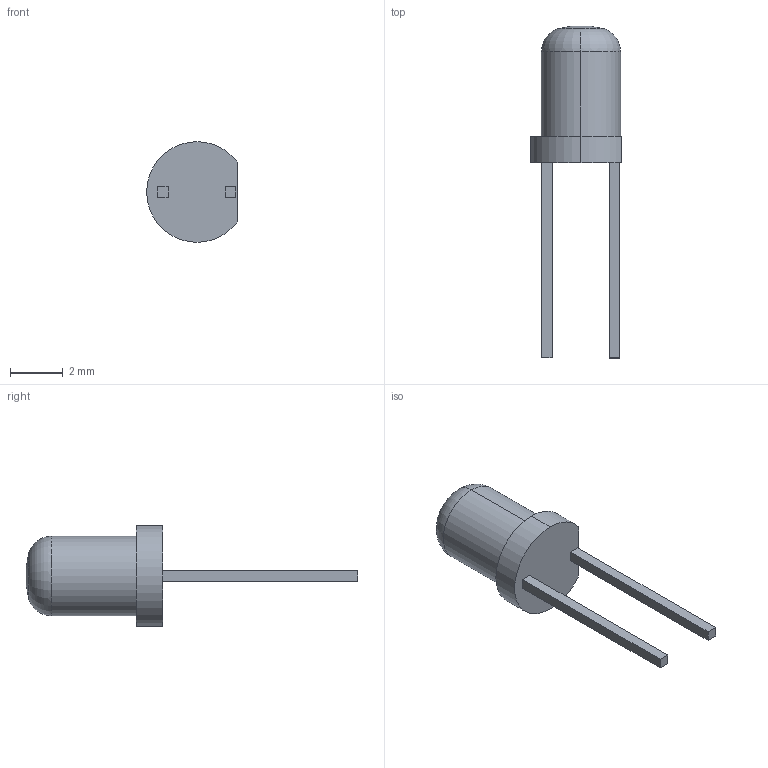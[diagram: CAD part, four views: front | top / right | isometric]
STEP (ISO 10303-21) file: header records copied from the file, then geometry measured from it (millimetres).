
FILE_DESCRIPTION (( 'STEP AP214' ), '1' );
FILE_NAME ('everlight-3MM-LED-CLEAR.STEP', '2019-07-18T09:08:32', ( '' ), ( '' ), 'SwSTEP 2.0', 'SolidWorks 2019', '' );
FILE_SCHEMA (( 'AUTOMOTIVE_DESIGN' ));
Length unit declared in the file: millimetre
Products named in the file (1): everlight-3MM-LED-CLEAR
Bounding box: 3.43 x 12.54 x 3.8 mm (x, y, z)
Volume: 40.8 mm3; surface area: 91.6 mm2
Topology: 1 solids, 1 shells, 21 faces, 46 edges, 30 vertices
Faces by surface type: plane 13, cylinder 5, torus 2, bspline 1
Entity records: 744 total; most frequent: CARTESIAN_POINT 113, DIRECTION 102, ORIENTED_EDGE 92, EDGE_CURVE 46, AXIS2_PLACEMENT_3D 35, LINE 32, VECTOR 32, VERTEX_POINT 30
